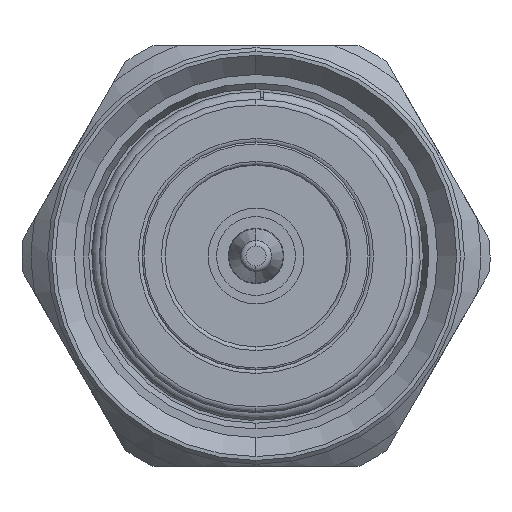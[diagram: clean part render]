
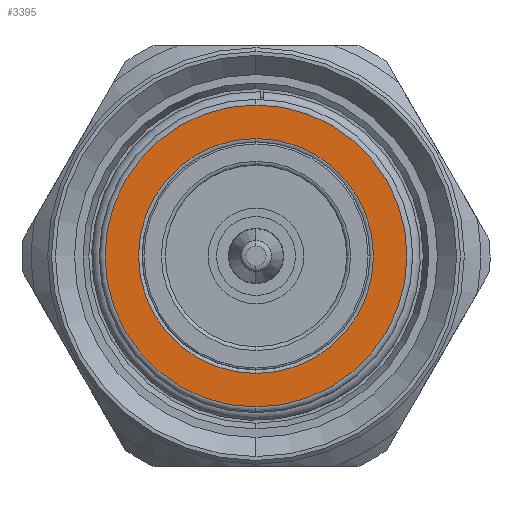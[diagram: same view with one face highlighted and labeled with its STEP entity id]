
A CAD part, left-side view. The second image highlights one B-rep face of the part: STEP entity #3395.
In plain terms, the highlighted planar face has unit normal (-1, 0, 0).
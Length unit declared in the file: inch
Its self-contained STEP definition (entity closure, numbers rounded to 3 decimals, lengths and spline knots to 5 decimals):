
#586 = ORIENTED_EDGE ( 'NONE', *, *, #10220, .T. ) ;
#1202 = DIRECTION ( 'NONE',  ( 0., 0., 1. ) ) ;
#1680 = VERTEX_POINT ( 'NONE', #9510 ) ;
#1856 = EDGE_LOOP ( 'NONE', ( #2309, #8874 ) ) ;
#2309 = ORIENTED_EDGE ( 'NONE', *, *, #5545, .F. ) ;
#2602 = VERTEX_POINT ( 'NONE', #7248 ) ;
#3377 = DIRECTION ( 'NONE',  ( 0., 0., 1. ) ) ;
#3395 = ADVANCED_FACE ( 'NONE', ( #5643, #11214 ), #4981, .F. ) ;
#3567 = EDGE_LOOP ( 'NONE', ( #586, #11388 ) ) ;
#3847 = VERTEX_POINT ( 'NONE', #10714 ) ;
#3990 = DIRECTION ( 'NONE',  ( -1., 0., 0. ) ) ;
#4182 = AXIS2_PLACEMENT_3D ( 'NONE', #9853, #5399, #3377 ) ;
#4223 = DIRECTION ( 'NONE',  ( 0., 0., 1. ) ) ;
#4731 = AXIS2_PLACEMENT_3D ( 'NONE', #4887, #6782, #8480 ) ;
#4887 = CARTESIAN_POINT ( 'NONE',  ( 0.20472, 0., 0. ) ) ;
#4895 = CARTESIAN_POINT ( 'NONE',  ( 0.20472, 0., 0.24213 ) ) ;
#4981 = PLANE ( 'NONE',  #10047 ) ;
#4990 = CARTESIAN_POINT ( 'NONE',  ( 0.20472, 0., 0. ) ) ;
#5399 = DIRECTION ( 'NONE',  ( -1., 0., 0. ) ) ;
#5545 = EDGE_CURVE ( 'NONE', #9767, #1680, #6155, .T. ) ;
#5643 = FACE_OUTER_BOUND ( 'NONE', #3567, .T. ) ;
#5945 = DIRECTION ( 'NONE',  ( -1., 0., 0. ) ) ;
#6088 = EDGE_CURVE ( 'NONE', #1680, #9767, #10372, .T. ) ;
#6155 = CIRCLE ( 'NONE', #6901, 0.24213 ) ;
#6782 = DIRECTION ( 'NONE',  ( -1., 0., 0. ) ) ;
#6901 = AXIS2_PLACEMENT_3D ( 'NONE', #4990, #5945, #4223 ) ;
#7248 = CARTESIAN_POINT ( 'NONE',  ( 0.20472, 0., -0.31102 ) ) ;
#7692 = CIRCLE ( 'NONE', #10313, 0.31102 ) ;
#8330 = EDGE_CURVE ( 'NONE', #2602, #3847, #7692, .T. ) ;
#8480 = DIRECTION ( 'NONE',  ( 0., 0., 1. ) ) ;
#8679 = CIRCLE ( 'NONE', #4731, 0.31102 ) ;
#8874 = ORIENTED_EDGE ( 'NONE', *, *, #6088, .F. ) ;
#9344 = CARTESIAN_POINT ( 'NONE',  ( 0.20472, 0., 0. ) ) ;
#9510 = CARTESIAN_POINT ( 'NONE',  ( 0.20472, 0., -0.24213 ) ) ;
#9767 = VERTEX_POINT ( 'NONE', #4895 ) ;
#9853 = CARTESIAN_POINT ( 'NONE',  ( 0.20472, 0., 0. ) ) ;
#10047 = AXIS2_PLACEMENT_3D ( 'NONE', #11102, #10276, #11049 ) ;
#10220 = EDGE_CURVE ( 'NONE', #3847, #2602, #8679, .T. ) ;
#10276 = DIRECTION ( 'NONE',  ( 1., 0., 0. ) ) ;
#10313 = AXIS2_PLACEMENT_3D ( 'NONE', #9344, #3990, #1202 ) ;
#10372 = CIRCLE ( 'NONE', #4182, 0.24213 ) ;
#10714 = CARTESIAN_POINT ( 'NONE',  ( 0.20472, 0., 0.31102 ) ) ;
#11049 = DIRECTION ( 'NONE',  ( 0., 1., 0. ) ) ;
#11102 = CARTESIAN_POINT ( 'NONE',  ( 0.20472, 0.24213, 0. ) ) ;
#11214 = FACE_BOUND ( 'NONE', #1856, .T. ) ;
#11388 = ORIENTED_EDGE ( 'NONE', *, *, #8330, .T. ) ;
